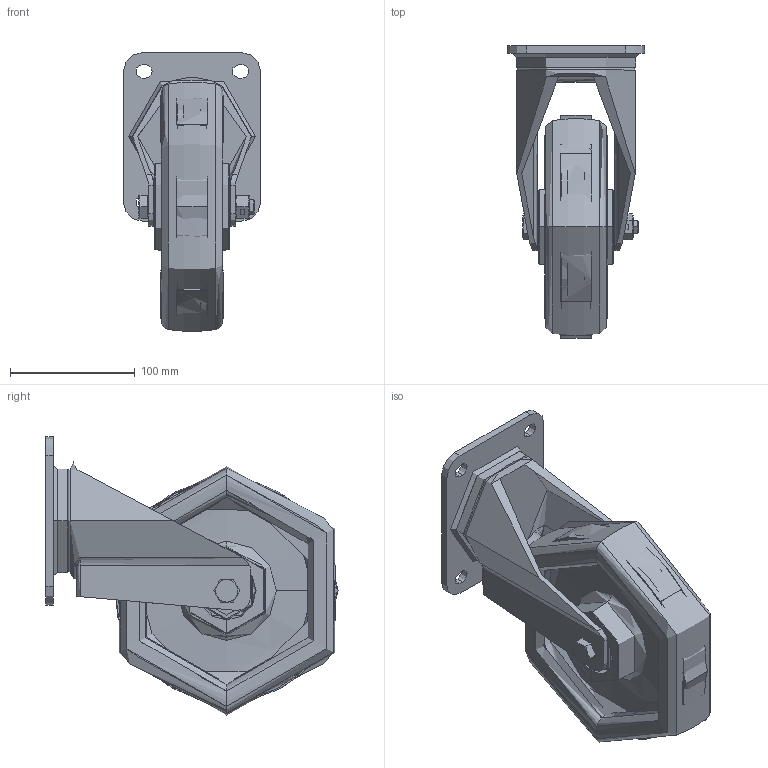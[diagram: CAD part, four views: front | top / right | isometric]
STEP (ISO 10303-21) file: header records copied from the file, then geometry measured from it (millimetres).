
FILE_DESCRIPTION (( 'STEP AP203' ), '1' );
FILE_NAME ('0021075K.STEP', '2009-03-23T12:33:06', ( ' ' ), ( '' ), 'SwSTEP 2.0', 'SolidWorks 2008', '' );
FILE_SCHEMA (( 'CONFIG_CONTROL_DESIGN' ));
Length unit declared in the file: millimetre
Products named in the file (1): 0021075K
Bounding box: 110 x 234.28 x 223.32 mm (x, y, z)
Volume: 1290803.2 mm3
Topology: 9 solids, 15 shells, 493 faces, 1211 edges, 738 vertices
Faces by surface type: plane 187, cylinder 113, bspline 77, cone 60, torus 56
Entity records: 22263 total; most frequent: CARTESIAN_POINT 10922, ORIENTED_EDGE 2388, DIRECTION 2373, EDGE_CURVE 1194, AXIS2_PLACEMENT_3D 954, VERTEX_POINT 734, EDGE_LOOP 550, CIRCLE 537
